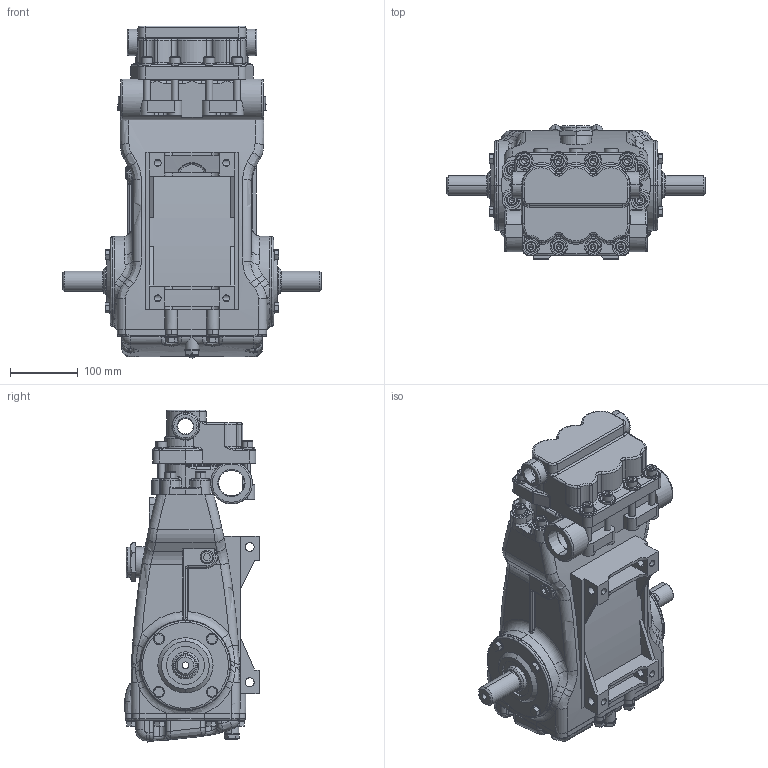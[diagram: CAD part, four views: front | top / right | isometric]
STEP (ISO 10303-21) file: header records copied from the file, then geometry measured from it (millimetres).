
FILE_DESCRIPTION (( 'STEP AP214' ), '1' );
FILE_NAME ('2531.STEP', '2021-06-29T13:55:16', ( '' ), ( '' ), 'SwSTEP 2.0', 'SolidWorks 2021', '' );
FILE_SCHEMA (( 'AUTOMOTIVE_DESIGN' ));
Length unit declared in the file: inch
Products named in the file (1): 2531
Bounding box: 382 x 198.55 x 490.72 mm (x, y, z)
Surface area: 603819 mm2 (no closed solid volume)
Topology: 0 solids, 46 shells, 1337 faces, 3786 edges, 2380 vertices
Faces by surface type: plane 481, cylinder 437, bspline 173, torus 152, cone 86, sphere 8
Entity records: 71468 total; most frequent: CARTESIAN_POINT 20387, DIRECTION 7192, ORIENTED_EDGE 6778, EDGE_CURVE 3743, AXIS2_PLACEMENT_3D 2808, VERTEX_POINT 2380, CIRCLE 1643, VECTOR 1576
